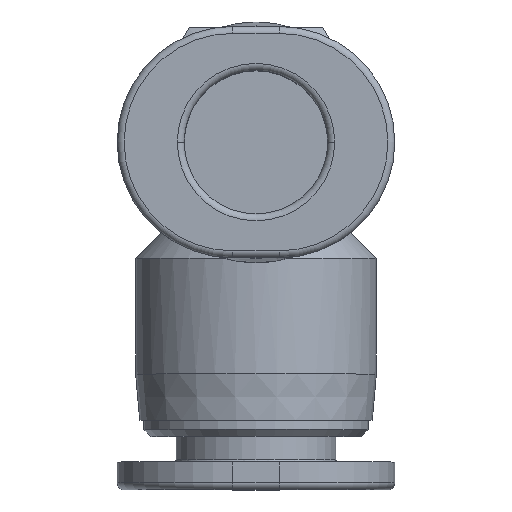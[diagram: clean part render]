
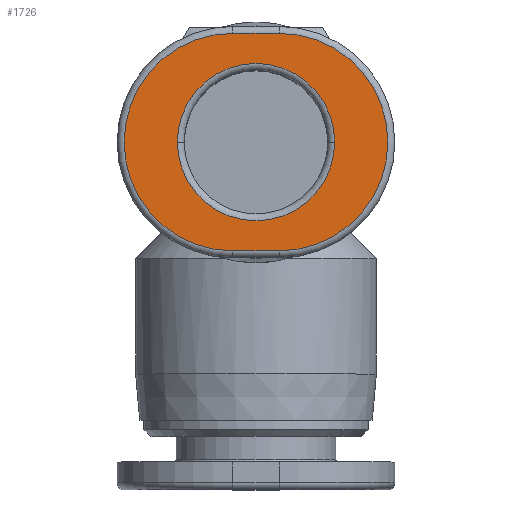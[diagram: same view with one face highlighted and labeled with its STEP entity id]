
A CAD part, top view. The second image highlights one B-rep face of the part: STEP entity #1726.
In plain terms, the highlighted planar face has unit normal (0, 0, 1).
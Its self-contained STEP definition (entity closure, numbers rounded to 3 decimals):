
#678=CARTESIAN_POINT('',(3.4,4.9,16.5));
#679=VERTEX_POINT('',#678);
#687=CARTESIAN_POINT('',(-3.4,4.9,16.5));
#688=VERTEX_POINT('',#687);
#689=CARTESIAN_POINT('',(0.0,4.9,16.5));
#690=DIRECTION('',(0.0,0.0,1.0));
#691=DIRECTION('',(1.0,0.0,0.0));
#692=AXIS2_PLACEMENT_3D('',#689,#690,#691);
#693=CIRCLE('',#692,3.4);
#694=EDGE_CURVE('',#679,#688,#693,.T.);
#1522=CARTESIAN_POINT('',(1.,9.6,16.5));
#1523=VERTEX_POINT('',#1522);
#1524=CARTESIAN_POINT('',(1.0,0.2,16.5));
#1525=VERTEX_POINT('',#1524);
#1526=CARTESIAN_POINT('',(1.0,4.9,16.5));
#1527=DIRECTION('',(0.,0.,-1.0));
#1528=DIRECTION('',(1.0,0.,0.));
#1529=AXIS2_PLACEMENT_3D('',#1526,#1527,#1528);
#1530=CIRCLE('',#1529,4.7);
#1531=EDGE_CURVE('',#1523,#1525,#1530,.T.);
#1566=CARTESIAN_POINT('',(-1.0,0.2,16.5));
#1567=VERTEX_POINT('',#1566);
#1568=CARTESIAN_POINT('',(1.0,0.2,16.5));
#1569=DIRECTION('',(-1.0,0.0,0.0));
#1570=VECTOR('',#1569,2.0);
#1571=LINE('',#1568,#1570);
#1572=EDGE_CURVE('',#1525,#1567,#1571,.T.);
#1606=CARTESIAN_POINT('',(-1.,9.6,16.5));
#1607=VERTEX_POINT('',#1606);
#1615=CARTESIAN_POINT('',(-1.,9.6,16.5));
#1616=DIRECTION('',(1.0,0.0,0.0));
#1617=VECTOR('',#1616,2.);
#1618=LINE('',#1615,#1617);
#1619=EDGE_CURVE('',#1607,#1523,#1618,.T.);
#1630=CARTESIAN_POINT('',(-1.0,4.9,16.5));
#1631=DIRECTION('',(0.0,0.0,-1.0));
#1632=DIRECTION('',(-1.0,0.0,0.0));
#1633=AXIS2_PLACEMENT_3D('',#1630,#1631,#1632);
#1634=CIRCLE('',#1633,4.7);
#1635=EDGE_CURVE('',#1567,#1607,#1634,.T.);
#1705=CARTESIAN_POINT('',(0.,4.9,16.5));
#1706=DIRECTION('',(0.0,0.0,-1.0));
#1707=DIRECTION('',(1.0,0.0,0.0));
#1708=AXIS2_PLACEMENT_3D('',#1705,#1706,#1707);
#1709=PLANE('',#1708);
#1710=ORIENTED_EDGE('',*,*,#1531,.F.);
#1711=ORIENTED_EDGE('',*,*,#1619,.F.);
#1712=ORIENTED_EDGE('',*,*,#1635,.F.);
#1713=ORIENTED_EDGE('',*,*,#1572,.F.);
#1714=EDGE_LOOP('',(#1710,#1711,#1712,#1713));
#1715=FACE_OUTER_BOUND('',#1714,.T.);
#1716=CARTESIAN_POINT('',(0.0,4.9,16.5));
#1717=DIRECTION('',(0.0,0.0,1.0));
#1718=DIRECTION('',(1.0,0.0,0.0));
#1719=AXIS2_PLACEMENT_3D('',#1716,#1717,#1718);
#1720=CIRCLE('',#1719,3.4);
#1721=EDGE_CURVE('',#688,#679,#1720,.T.);
#1722=ORIENTED_EDGE('',*,*,#1721,.F.);
#1723=ORIENTED_EDGE('',*,*,#694,.F.);
#1724=EDGE_LOOP('',(#1722,#1723));
#1725=FACE_BOUND('',#1724,.T.);
#1726=ADVANCED_FACE('',(#1715,#1725),#1709,.F.);
